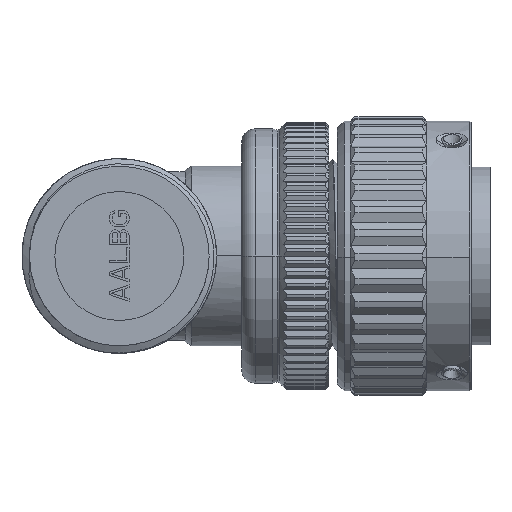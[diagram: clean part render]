
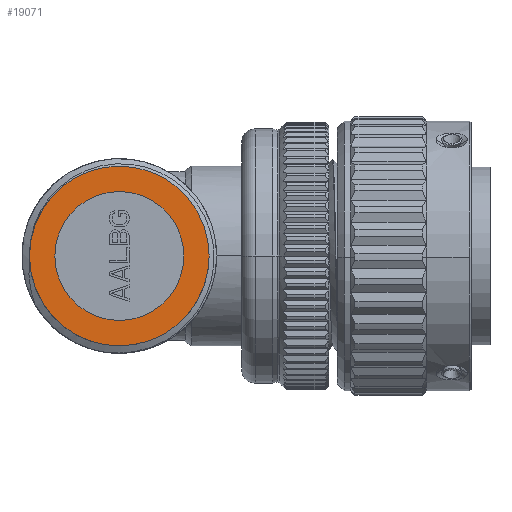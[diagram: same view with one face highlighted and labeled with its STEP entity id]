
A CAD part, front view. The second image highlights one B-rep face of the part: STEP entity #19071.
In plain terms, the highlighted planar face has unit normal (0, -1, 0).
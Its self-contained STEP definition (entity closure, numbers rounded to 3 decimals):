
#53=CARTESIAN_POINT('',(0.,-24.61,0.));
#54=DIRECTION('',(0.,1.,0.));
#55=DIRECTION('',(-1.,0.,0.));
#56=AXIS2_PLACEMENT_3D('',#53,#54,#55);
#58=CARTESIAN_POINT('',(0.,-24.61,0.));
#59=DIRECTION('',(0.,1.,0.));
#60=DIRECTION('',(1.,0.,0.));
#61=AXIS2_PLACEMENT_3D('',#58,#59,#60);
#63=CARTESIAN_POINT('',(0.,-24.61,0.));
#64=DIRECTION('',(0.,1.,0.));
#65=DIRECTION('',(-1.,0.,0.));
#66=AXIS2_PLACEMENT_3D('',#63,#64,#65);
#72=CARTESIAN_POINT('',(0.,-24.61,0.));
#73=DIRECTION('',(0.,1.,0.));
#74=DIRECTION('',(1.,0.,0.));
#75=AXIS2_PLACEMENT_3D('',#72,#73,#74);
#16389=CARTESIAN_POINT('',(10.225,-24.61,0.));
#16391=VERTEX_POINT('',#16389);
#16392=CARTESIAN_POINT('',(-10.225,-24.61,0.));
#16394=VERTEX_POINT('',#16392);
#16432=CARTESIAN_POINT('',(-7.34,-24.61,0.));
#16433=CARTESIAN_POINT('',(7.34,-24.61,0.));
#16434=VERTEX_POINT('',#16432);
#16435=VERTEX_POINT('',#16433);
#19054=CARTESIAN_POINT('',(0.,-24.61,0.));
#19055=DIRECTION('',(0.,-1.,0.));
#19056=DIRECTION('',(-1.,0.,0.));
#19057=AXIS2_PLACEMENT_3D('',#19054,#19055,#19056);
#19058=PLANE('245',#19057);
#19060=ORIENTED_EDGE('1059',*,*,#19059,.T.);
#19062=ORIENTED_EDGE('1062',*,*,#19061,.T.);
#19063=EDGE_LOOP('245',(#19060,#19062));
#19064=FACE_OUTER_BOUND('245',#19063,.F.);
#19066=ORIENTED_EDGE('1093',*,*,#19065,.F.);
#19068=ORIENTED_EDGE('1094',*,*,#19067,.F.);
#19069=EDGE_LOOP('245',(#19066,#19068));
#19070=FACE_BOUND('245',#19069,.F.);
#57=CIRCLE('1093',#56,7.34);
#62=CIRCLE('1094',#61,7.34);
#67=CIRCLE('1059',#66,10.225);
#76=CIRCLE('1062',#75,10.225);
#19059=EDGE_CURVE('1059',#16394,#16391,#67,.T.);
#19061=EDGE_CURVE('1062',#16391,#16394,#76,.T.);
#19065=EDGE_CURVE('1093',#16434,#16435,#57,.T.);
#19067=EDGE_CURVE('1094',#16435,#16434,#62,.T.);
#19071=ADVANCED_FACE('245',(#19064,#19070),#19058,.T.);
